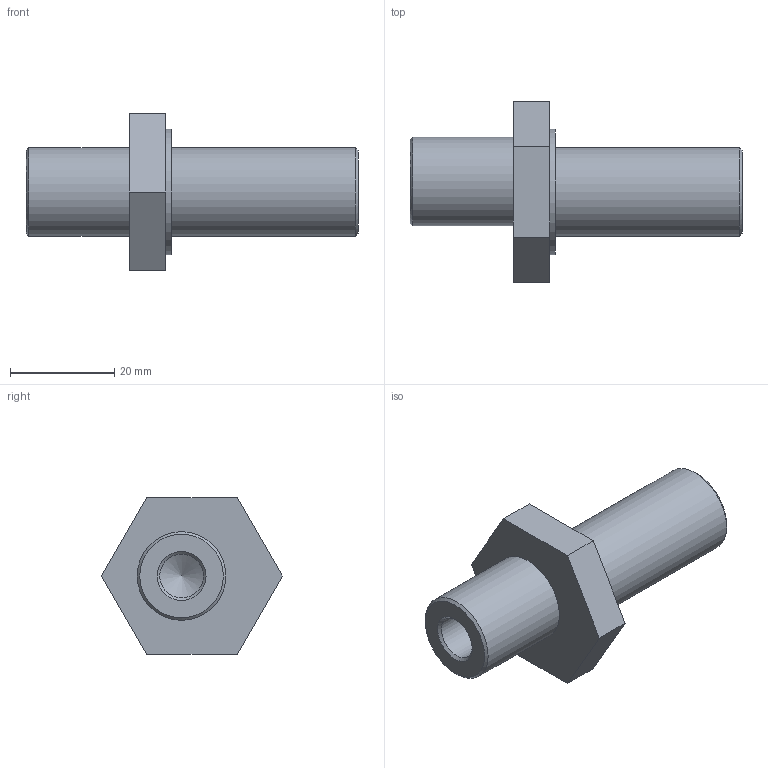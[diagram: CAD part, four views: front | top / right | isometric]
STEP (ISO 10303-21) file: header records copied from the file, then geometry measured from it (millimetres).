
FILE_DESCRIPTION(/* description */ (''),/* implementation_level */ '2;1');
FILE_NAME(/* name */ '820302.stp',/* time_stamp */ '2014-03-15T11:07:53+01:00',/* author */ ('jank'),/* organization */ ('Alutec K&K'),/* preprocessor_version */ 'ST-DEVELOPER v15.2',/* originating_system */ 'Autodesk Inventor 2014',/* authorisation */ '');
FILE_SCHEMA (('AUTOMOTIVE_DESIGN { 1 0 10303 214 3 1 1 }'));
Length unit declared in the file: millimetre
Products named in the file (1): 820302
Bounding box: 63.6 x 34.64 x 30 mm (x, y, z)
Volume: 15881.4 mm3; surface area: 6513.2 mm2
Topology: 1 solids, 1 shells, 22 faces, 45 edges, 28 vertices
Faces by surface type: plane 11, cone 6, cylinder 5
Full cylindrical faces by diameter (mm): 8.376 x2, 17 x2, 24 x1
Entity records: 530 total; most frequent: DIRECTION 92, CARTESIAN_POINT 81, ORIENTED_EDGE 64, AXIS2_PLACEMENT_3D 37, EDGE_LOOP 36, EDGE_CURVE 32, VERTEX_POINT 26, FACE_OUTER_BOUND 22
